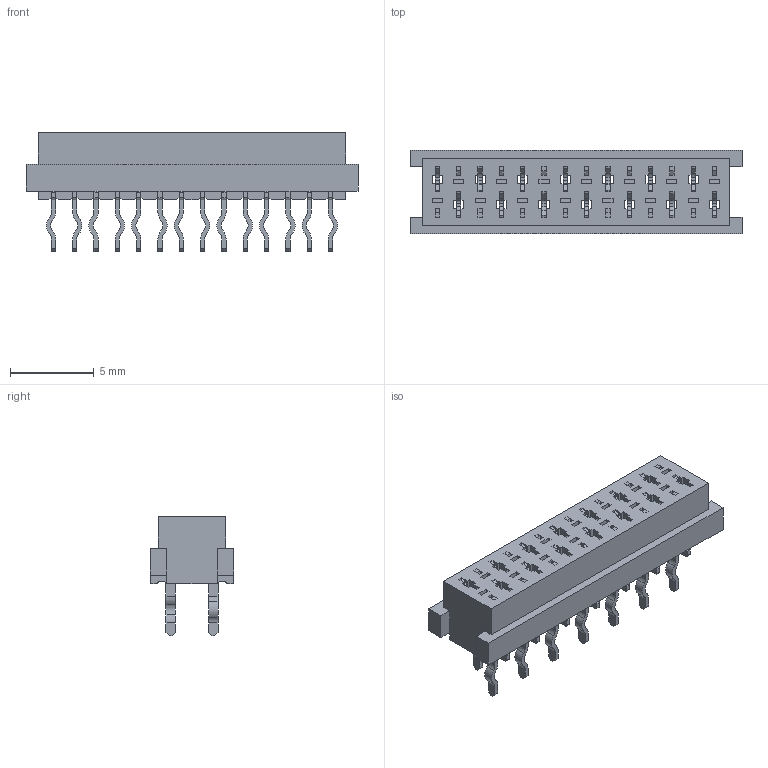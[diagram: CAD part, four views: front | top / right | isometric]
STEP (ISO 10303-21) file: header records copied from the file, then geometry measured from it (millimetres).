
FILE_DESCRIPTION( ( 'Unknown' ), '1' );
FILE_NAME( '690367181472.stp', 'Unknown', ( 'Unknown' ), ( 'Unknown' ), 'PSStep 14.0', 'Unknown', ' ' );
FILE_SCHEMA( ( 'AUTOMOTIVE_DESIGN { 1 0 10303 214 1 1 1 1 }' ) );
Length unit declared in the file: millimetre
Products named in the file (3): Assem1; Pin; 690367181472
Assembly tree (15 placements, depth 2):
  Assem1
    Pin  x14
    690367181472
Bounding box: 19.78 x 5 x 7.1 mm (x, y, z)
Volume: 307.8 mm3; surface area: 1055.2 mm2
Topology: 15 solids, 15 shells, 1128 faces, 3276 edges, 2164 vertices
Faces by surface type: plane 820, cylinder 308
Entity records: 18540 total; most frequent: CARTESIAN_POINT 2658, ORIENTED_EDGE 2652, DIRECTION 2306, EDGE_CURVE 1326, LINE 1282, VECTOR 1282, VERTEX_POINT 864, AXIS2_PLACEMENT_3D 512
